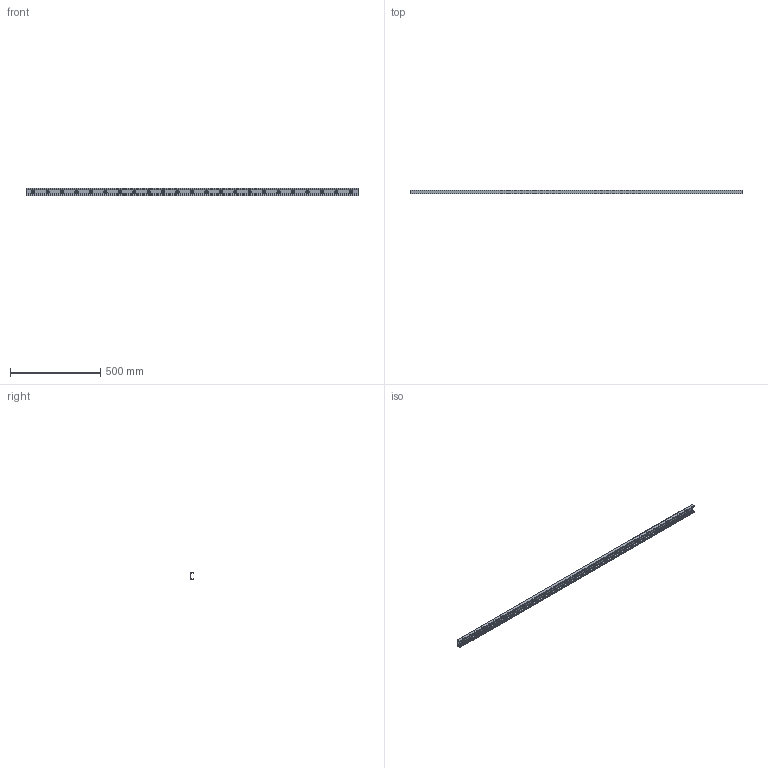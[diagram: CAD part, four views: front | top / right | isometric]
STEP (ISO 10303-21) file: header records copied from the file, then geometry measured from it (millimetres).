
FILE_DESCRIPTION((''),'2;1');
FILE_NAME('LCX 43-1840.C.stp','2016-04-28T09:31:04',('MRathmann'),(''),'Autodesk Inventor 2012','Autodesk Inventor 2012','');
FILE_SCHEMA(('CONFIG_CONTROL_DESIGN'));
Length unit declared in the file: millimetre
Products named in the file (1): LCX 43-1840.C
Bounding box: 1840 x 21 x 43 mm (x, y, z)
Volume: 621020.3 mm3; surface area: 295042 mm2
Topology: 1 solids, 1 shells, 97 faces, 239 edges, 167 vertices
Faces by surface type: cylinder 59, plane 38
Full cylindrical faces by diameter (mm): 10.5 x23, 18 x23
Entity records: 2636 total; most frequent: DIRECTION 484, CARTESIAN_POINT 412, ORIENTED_EDGE 340, AXIS2_PLACEMENT_3D 216, EDGE_LOOP 212, EDGE_CURVE 170, VERTEX_POINT 144, CIRCLE 118
